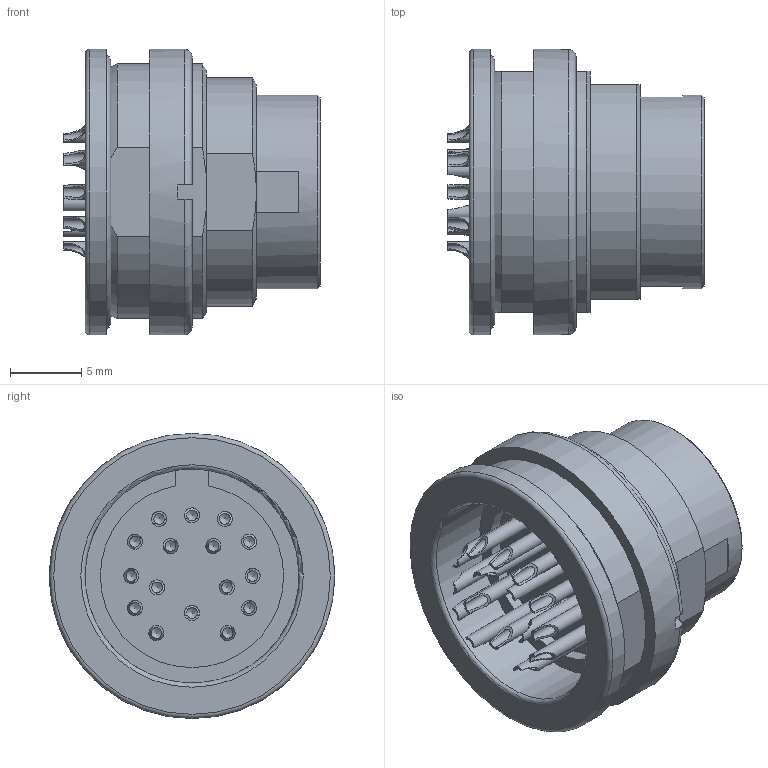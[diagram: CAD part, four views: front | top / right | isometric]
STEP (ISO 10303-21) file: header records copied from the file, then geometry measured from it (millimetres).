
FILE_DESCRIPTION(/* description */ (''),/* implementation_level */ '2;1');
FILE_NAME(/* name */ '09-0507-80-16-001_00.stp',/* time_stamp */ '2014-03-05T14:11:19+01:00',/* author */ (''),/* organization */ (''),/* preprocessor_version */ 'ST-DEVELOPER v14',/* originating_system */ 'SIEMENS PLM Software NX 8.0',/* authorisation */ '');
FILE_SCHEMA (('AP203_CONFIGURATION_CONTROLLED_3D_DESIGN_OF_MECHANICAL_PARTS_AND_ASSEMBLIES_MIM_LF { 1 0 10303 403 2 1 2}'));
Length unit declared in the file: millimetre
Products named in the file (1): umae017C3217ym0i
Bounding box: 18 x 20 x 20 mm (x, y, z)
Volume: 2292.7 mm3; surface area: 3329.2 mm2
Topology: 3 solids, 3 shells, 179 faces, 537 edges, 351 vertices
Faces by surface type: cylinder 79, plane 47, cone 28, sphere 16, torus 8, bspline 1
Full cylindrical faces by diameter (mm): 0.75 x16, 1 x16, 1.05 x16, 12 x1, 13.6 x1, 15 x1, 17.188 x1, 18.1 x1, 20 x2
Entity records: 6004 total; most frequent: CARTESIAN_POINT 2290, DIRECTION 758, ORIENTED_EDGE 606, AXIS2_PLACEMENT_3D 338, EDGE_CURVE 303, EDGE_LOOP 281, VERTEX_POINT 247, FACE_BOUND 209
